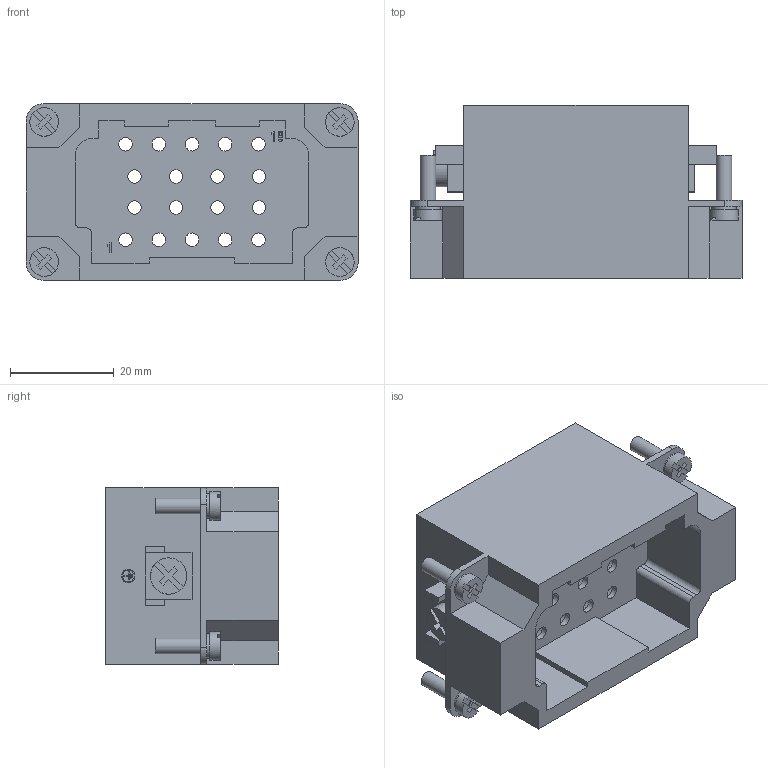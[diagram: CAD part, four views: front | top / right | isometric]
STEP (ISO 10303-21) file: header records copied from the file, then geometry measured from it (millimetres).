
FILE_DESCRIPTION(/* description */ (''),/* implementation_level */ '2;1');
FILE_NAME(/* name */ '100142764ugm000_b.stp',/* time_stamp */ '2017-11-02T07:51:01+01:00',/* author */ (''),/* organization */ (''),/* preprocessor_version */ 'ST-DEVELOPER v16',/* originating_system */ 'SIEMENS PLM Software NX 10.0',/* authorisation */ '');
FILE_SCHEMA (('AUTOMOTIVE_DESIGN { 1 0 10303 214 3 1 1 1 }'));
Length unit declared in the file: millimetre
Products named in the file (1): 100142764ugm000_b
Bounding box: 64 x 33.3 x 34 mm (x, y, z)
Volume: 33966.9 mm3; surface area: 17920.9 mm2
Topology: 1 solids, 1 shells, 576 faces, 1523 edges, 1033 vertices
Faces by surface type: plane 487, cylinder 85, bspline 4
Full cylindrical faces by diameter (mm): 0.753 x1, 0.986 x1, 2.304 x1, 2.56 x1, 2.6 x18, 3 x4, 4 x1, 4.7 x4, 4.8 x18, 5.499 x4, 7 x1
Entity records: 19457 total; most frequent: CARTESIAN_POINT 3329, ORIENTED_EDGE 2938, DIRECTION 2755, EDGE_CURVE 1469, LINE 1245, VECTOR 1245, VERTEX_POINT 1014, AXIS2_PLACEMENT_3D 755
